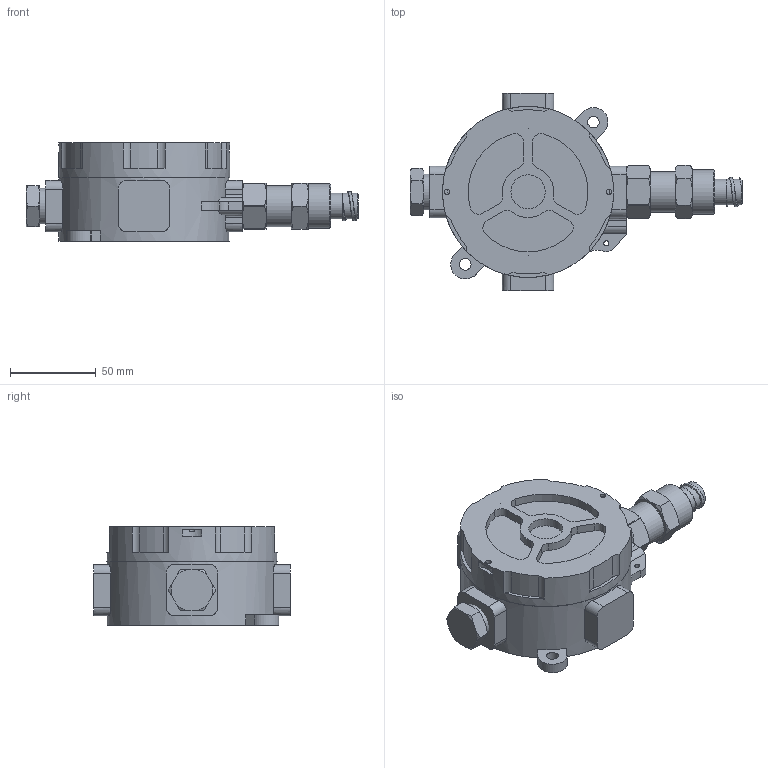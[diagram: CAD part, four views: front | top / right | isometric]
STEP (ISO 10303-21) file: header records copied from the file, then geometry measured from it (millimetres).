
FILE_DESCRIPTION(('STEP AP203'), '1');
FILE_NAME('昦摜蠉 昃 捚 (鼀殣-誺鵳)', '2016-10-20T06:39:22', (' '), (' '), 'ASCON STEP Converter 1.3', 'ASCON Math Kernel', '');
FILE_SCHEMA(('CONFIG_CONTROL_DESIGN'));
Length unit declared in the file: millimetre
Products named in the file (12): 24; 25; 26; 27; 28; 29; 30; 31; 32; 33; 34; 35
Assembly tree (11 placements, depth 3):
  24
    25
    26
    27
    28
    29
      30
      31
      32
      33
      34
    35
Bounding box: 194.09 x 115.14 x 57.5 mm (x, y, z)
Volume: 282551.6 mm3; surface area: 119930.8 mm2
Topology: 10 solids, 10 shells, 312 faces, 782 edges, 511 vertices
Faces by surface type: plane 128, cylinder 124, cone 58, bspline 2
Full cylindrical faces by diameter (mm): 3 x7, 3.3 x2, 4 x4, 5 x1, 6.1 x1, 6.8 x2, 12 x3, 13 x2, 14.5 x1, 14.997 x1, 15 x1, 18 x3, 18.5 x1, 18.7 x2, 19 x2, 20 x2, 20.9 x1, 20.96 x1, 22 x1, 22.5 x1, 24 x1, 26 x1, 79.21 x1, 84 x1, 88.2 x2, 89.21 x1, 90.95 x1, 91.5 x1, 99.5 x1, 100 x1
Entity records: 13220 total; most frequent: CARTESIAN_POINT 4851, DIRECTION 1653, ORIENTED_EDGE 1558, EDGE_CURVE 779, AXIS2_PLACEMENT_3D 654, VERTEX_POINT 509, EDGE_LOOP 376, LINE 345
